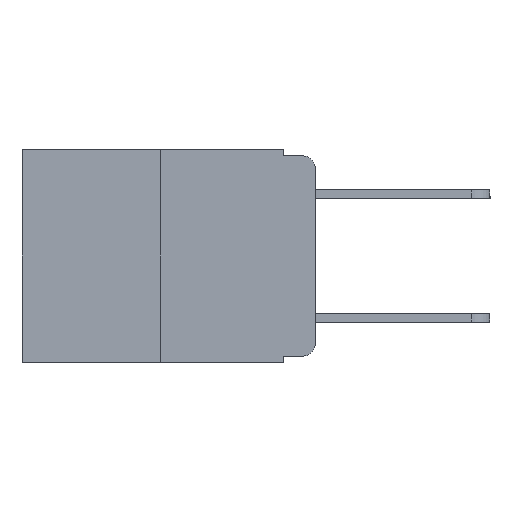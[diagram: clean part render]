
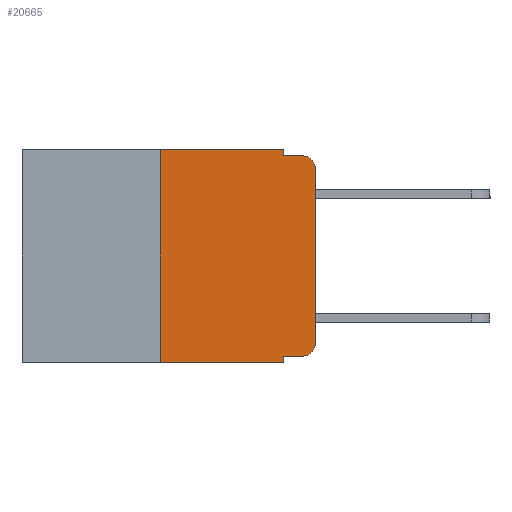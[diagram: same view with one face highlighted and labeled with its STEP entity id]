
A CAD part, left-side view. The second image highlights one B-rep face of the part: STEP entity #20665.
In plain terms, the highlighted planar face has unit normal (-1, 0, 0).
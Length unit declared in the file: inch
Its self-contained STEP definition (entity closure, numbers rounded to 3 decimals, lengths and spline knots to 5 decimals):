
#238 = CARTESIAN_POINT ( 'NONE',  ( 0., 0.051, -0.01 ) ) ;
#350 = ORIENTED_EDGE ( 'NONE', *, *, #11989, .T. ) ;
#589 = CARTESIAN_POINT ( 'NONE',  ( 0., 0.25, -0.343 ) ) ;
#1530 = DIRECTION ( 'NONE',  ( 0., 0., -1. ) ) ;
#2068 = CARTESIAN_POINT ( 'NONE',  ( 0., 0.051, -0.333 ) ) ;
#2111 = FACE_OUTER_BOUND ( 'NONE', #23899, .T. ) ;
#2461 = DIRECTION ( 'NONE',  ( -1., 0., 0. ) ) ;
#2577 = EDGE_CURVE ( 'NONE', #7577, #12018, #23382, .T. ) ;
#3008 = ORIENTED_EDGE ( 'NONE', *, *, #13372, .T. ) ;
#3741 = EDGE_CURVE ( 'NONE', #20025, #9632, #16963, .T. ) ;
#3766 = VERTEX_POINT ( 'NONE', #9847 ) ;
#4043 = EDGE_CURVE ( 'NONE', #16464, #3766, #6081, .T. ) ;
#4089 = VERTEX_POINT ( 'NONE', #23819 ) ;
#4227 = ORIENTED_EDGE ( 'NONE', *, *, #16803, .F. ) ;
#4636 = CIRCLE ( 'NONE', #20161, 0.02 ) ;
#5168 = DIRECTION ( 'NONE',  ( -1., 0., 0. ) ) ;
#5974 = DIRECTION ( 'NONE',  ( 0., 0., 1. ) ) ;
#6081 = LINE ( 'NONE', #19970, #15509 ) ;
#6493 = LINE ( 'NONE', #18351, #16482 ) ;
#6551 = EDGE_CURVE ( 'NONE', #4089, #17418, #13737, .T. ) ;
#6951 = LINE ( 'NONE', #8903, #16349 ) ;
#7577 = VERTEX_POINT ( 'NONE', #22337 ) ;
#7687 = LINE ( 'NONE', #10288, #18217 ) ;
#7958 = VECTOR ( 'NONE', #13551, 39.37008 ) ;
#8871 = CARTESIAN_POINT ( 'NONE',  ( 0., 0., -0.03 ) ) ;
#8903 = CARTESIAN_POINT ( 'NONE',  ( 0., 0.25, 0. ) ) ;
#8939 = CARTESIAN_POINT ( 'NONE',  ( 0., 0.25, 0. ) ) ;
#9070 = DIRECTION ( 'NONE',  ( 0., 0., -1. ) ) ;
#9351 = CARTESIAN_POINT ( 'NONE',  ( 0., 0.051, 0. ) ) ;
#9632 = VERTEX_POINT ( 'NONE', #15942 ) ;
#9847 = CARTESIAN_POINT ( 'NONE',  ( 0., 0.051, -0.343 ) ) ;
#10288 = CARTESIAN_POINT ( 'NONE',  ( 0., 0.473, -0.343 ) ) ;
#10717 = AXIS2_PLACEMENT_3D ( 'NONE', #13824, #2461, #15689 ) ;
#11476 = ORIENTED_EDGE ( 'NONE', *, *, #4043, .F. ) ;
#11579 = DIRECTION ( 'NONE',  ( 0., -1., 0. ) ) ;
#11989 = EDGE_CURVE ( 'NONE', #15617, #4089, #21849, .T. ) ;
#12018 = VERTEX_POINT ( 'NONE', #23018 ) ;
#12238 = VERTEX_POINT ( 'NONE', #589 ) ;
#12704 = DIRECTION ( 'NONE',  ( 0., 0., 1. ) ) ;
#13328 = CARTESIAN_POINT ( 'NONE',  ( 0., 0.02, -0.333 ) ) ;
#13372 = EDGE_CURVE ( 'NONE', #12238, #3766, #7687, .T. ) ;
#13551 = DIRECTION ( 'NONE',  ( 0., -1., 0. ) ) ;
#13737 = LINE ( 'NONE', #15365, #22383 ) ;
#13824 = CARTESIAN_POINT ( 'NONE',  ( 0., 0.02, -0.313 ) ) ;
#14665 = PLANE ( 'NONE',  #23782 ) ;
#14876 = ORIENTED_EDGE ( 'NONE', *, *, #6551, .T. ) ;
#14926 = EDGE_CURVE ( 'NONE', #17418, #12018, #4636, .T. ) ;
#15059 = ORIENTED_EDGE ( 'NONE', *, *, #2577, .F. ) ;
#15365 = CARTESIAN_POINT ( 'NONE',  ( 0., 0., 0. ) ) ;
#15509 = VECTOR ( 'NONE', #16245, 39.37008 ) ;
#15617 = VERTEX_POINT ( 'NONE', #13328 ) ;
#15689 = DIRECTION ( 'NONE',  ( 0., 0., -1. ) ) ;
#15942 = CARTESIAN_POINT ( 'NONE',  ( 0., 0.051, 0. ) ) ;
#16245 = DIRECTION ( 'NONE',  ( 0., 0., -1. ) ) ;
#16349 = VECTOR ( 'NONE', #12704, 39.37008 ) ;
#16390 = VECTOR ( 'NONE', #11579, 39.37008 ) ;
#16442 = CARTESIAN_POINT ( 'NONE',  ( 0., 0.02, -0.03 ) ) ;
#16464 = VERTEX_POINT ( 'NONE', #2068 ) ;
#16482 = VECTOR ( 'NONE', #20217, 39.37008 ) ;
#16524 = CARTESIAN_POINT ( 'NONE',  ( 0., 0.473, 0. ) ) ;
#16803 = EDGE_CURVE ( 'NONE', #12238, #20025, #6951, .T. ) ;
#16963 = LINE ( 'NONE', #20941, #16390 ) ;
#17418 = VERTEX_POINT ( 'NONE', #8871 ) ;
#18217 = VECTOR ( 'NONE', #23280, 39.37008 ) ;
#18304 = DIRECTION ( 'NONE',  ( 0., 0., -1. ) ) ;
#18351 = CARTESIAN_POINT ( 'NONE',  ( 0., 0.051, -0.333 ) ) ;
#18884 = VECTOR ( 'NONE', #1530, 39.37008 ) ;
#19970 = CARTESIAN_POINT ( 'NONE',  ( 0., 0.051, 0. ) ) ;
#20025 = VERTEX_POINT ( 'NONE', #8939 ) ;
#20094 = ORIENTED_EDGE ( 'NONE', *, *, #21432, .F. ) ;
#20161 = AXIS2_PLACEMENT_3D ( 'NONE', #16442, #5168, #18304 ) ;
#20217 = DIRECTION ( 'NONE',  ( 0., -1., 0. ) ) ;
#20252 = DIRECTION ( 'NONE',  ( 1., 0., 0. ) ) ;
#20665 = ADVANCED_FACE ( 'NONE', ( #2111 ), #14665, .F. ) ;
#20941 = CARTESIAN_POINT ( 'NONE',  ( 0., 0.473, 0. ) ) ;
#21365 = ORIENTED_EDGE ( 'NONE', *, *, #14926, .T. ) ;
#21432 = EDGE_CURVE ( 'NONE', #9632, #7577, #23776, .T. ) ;
#21849 = CIRCLE ( 'NONE', #10717, 0.02 ) ;
#22337 = CARTESIAN_POINT ( 'NONE',  ( 0., 0.051, -0.01 ) ) ;
#22383 = VECTOR ( 'NONE', #5974, 39.37008 ) ;
#22833 = EDGE_CURVE ( 'NONE', #16464, #15617, #6493, .T. ) ;
#23018 = CARTESIAN_POINT ( 'NONE',  ( 0., 0.02, -0.01 ) ) ;
#23251 = ORIENTED_EDGE ( 'NONE', *, *, #22833, .T. ) ;
#23280 = DIRECTION ( 'NONE',  ( 0., -1., 0. ) ) ;
#23382 = LINE ( 'NONE', #238, #7958 ) ;
#23776 = LINE ( 'NONE', #9351, #18884 ) ;
#23782 = AXIS2_PLACEMENT_3D ( 'NONE', #16524, #20252, #9070 ) ;
#23819 = CARTESIAN_POINT ( 'NONE',  ( 0., 0., -0.313 ) ) ;
#23899 = EDGE_LOOP ( 'NONE', ( #14876, #21365, #15059, #20094, #24067, #4227, #3008, #11476, #23251, #350 ) ) ;
#24067 = ORIENTED_EDGE ( 'NONE', *, *, #3741, .F. ) ;
